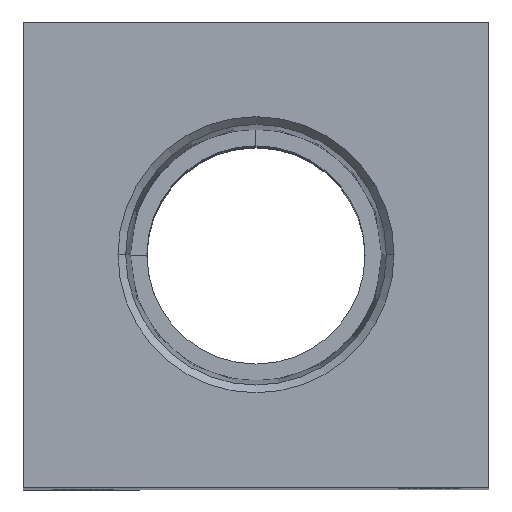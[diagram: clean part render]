
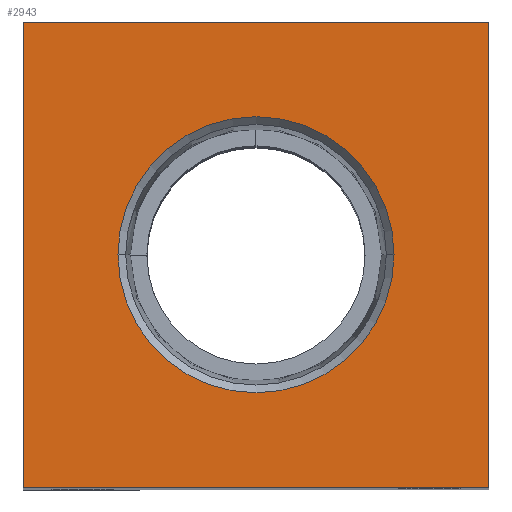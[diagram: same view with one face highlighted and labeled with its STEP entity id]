
A CAD part, top view. The second image highlights one B-rep face of the part: STEP entity #2943.
In plain terms, the highlighted planar face has unit normal (0, 0, 1).
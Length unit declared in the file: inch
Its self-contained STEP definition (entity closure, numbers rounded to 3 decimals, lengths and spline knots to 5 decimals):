
#177 = AXIS2_PLACEMENT_3D ( 'NONE', #2932, #2928, #2913 ) ;
#192 = ORIENTED_EDGE ( 'NONE', *, *, #3802, .T. ) ;
#223 = CARTESIAN_POINT ( 'NONE',  ( 0.44487, 0., 2.375 ) ) ;
#314 = EDGE_CURVE ( 'NONE', #1286, #2018, #3730, .T. ) ;
#361 = CIRCLE ( 'NONE', #1380, 0.44487 ) ;
#473 = VECTOR ( 'NONE', #3797, 39.37008 ) ;
#548 = ORIENTED_EDGE ( 'NONE', *, *, #789, .F. ) ;
#580 = VERTEX_POINT ( 'NONE', #2163 ) ;
#773 = CARTESIAN_POINT ( 'NONE',  ( -0.75, -0.75, 2.375 ) ) ;
#789 = EDGE_CURVE ( 'NONE', #2018, #1286, #361, .T. ) ;
#794 = CARTESIAN_POINT ( 'NONE',  ( -0.44487, 0., 2.375 ) ) ;
#900 = CARTESIAN_POINT ( 'NONE',  ( 0.75, -0.75, 2.375 ) ) ;
#946 = FACE_BOUND ( 'NONE', #2308, .T. ) ;
#1048 = DIRECTION ( 'NONE',  ( 1., 0., 0. ) ) ;
#1065 = DIRECTION ( 'NONE',  ( -1., 0., 0. ) ) ;
#1068 = DIRECTION ( 'NONE',  ( 0., 0., 1. ) ) ;
#1073 = CARTESIAN_POINT ( 'NONE',  ( 0., 0., 2.375 ) ) ;
#1088 = VERTEX_POINT ( 'NONE', #3735 ) ;
#1116 = CARTESIAN_POINT ( 'NONE',  ( 0.75, 0.75, 2.375 ) ) ;
#1183 = LINE ( 'NONE', #2827, #3370 ) ;
#1233 = DIRECTION ( 'NONE',  ( 1., 0., 0. ) ) ;
#1286 = VERTEX_POINT ( 'NONE', #794 ) ;
#1307 = VECTOR ( 'NONE', #1065, 39.37008 ) ;
#1330 = LINE ( 'NONE', #900, #473 ) ;
#1380 = AXIS2_PLACEMENT_3D ( 'NONE', #1073, #1068, #1048 ) ;
#1460 = EDGE_CURVE ( 'NONE', #1088, #2959, #3396, .T. ) ;
#1599 = VECTOR ( 'NONE', #3795, 39.37008 ) ;
#1809 = EDGE_LOOP ( 'NONE', ( #192, #2008, #3067, #2833 ) ) ;
#2008 = ORIENTED_EDGE ( 'NONE', *, *, #3134, .T. ) ;
#2018 = VERTEX_POINT ( 'NONE', #223 ) ;
#2163 = CARTESIAN_POINT ( 'NONE',  ( 0.75, -0.75, 2.375 ) ) ;
#2270 = LINE ( 'NONE', #3499, #1599 ) ;
#2308 = EDGE_LOOP ( 'NONE', ( #548, #3497 ) ) ;
#2394 = EDGE_CURVE ( 'NONE', #580, #1088, #1330, .T. ) ;
#2663 = AXIS2_PLACEMENT_3D ( 'NONE', #2673, #2961, #1233 ) ;
#2673 = CARTESIAN_POINT ( 'NONE',  ( 0., 0., 2.375 ) ) ;
#2827 = CARTESIAN_POINT ( 'NONE',  ( 0.75, -0.75, 2.375 ) ) ;
#2833 = ORIENTED_EDGE ( 'NONE', *, *, #1460, .T. ) ;
#2913 = DIRECTION ( 'NONE',  ( 1., 0., 0. ) ) ;
#2928 = DIRECTION ( 'NONE',  ( 0., 0., 1. ) ) ;
#2932 = CARTESIAN_POINT ( 'NONE',  ( 0., 0., 2.375 ) ) ;
#2943 = ADVANCED_FACE ( 'NONE', ( #946, #3745 ), #3508, .T. ) ;
#2959 = VERTEX_POINT ( 'NONE', #3236 ) ;
#2961 = DIRECTION ( 'NONE',  ( 0., 0., 1. ) ) ;
#3067 = ORIENTED_EDGE ( 'NONE', *, *, #2394, .T. ) ;
#3134 = EDGE_CURVE ( 'NONE', #3611, #580, #1183, .T. ) ;
#3236 = CARTESIAN_POINT ( 'NONE',  ( -0.75, 0.75, 2.375 ) ) ;
#3370 = VECTOR ( 'NONE', #3401, 39.37008 ) ;
#3396 = LINE ( 'NONE', #1116, #1307 ) ;
#3401 = DIRECTION ( 'NONE',  ( 1., 0., 0. ) ) ;
#3497 = ORIENTED_EDGE ( 'NONE', *, *, #314, .F. ) ;
#3499 = CARTESIAN_POINT ( 'NONE',  ( -0.75, -0.75, 2.375 ) ) ;
#3508 = PLANE ( 'NONE',  #2663 ) ;
#3611 = VERTEX_POINT ( 'NONE', #773 ) ;
#3730 = CIRCLE ( 'NONE', #177, 0.44487 ) ;
#3735 = CARTESIAN_POINT ( 'NONE',  ( 0.75, 0.75, 2.375 ) ) ;
#3745 = FACE_OUTER_BOUND ( 'NONE', #1809, .T. ) ;
#3795 = DIRECTION ( 'NONE',  ( 0., -1., 0. ) ) ;
#3797 = DIRECTION ( 'NONE',  ( 0., 1., 0. ) ) ;
#3802 = EDGE_CURVE ( 'NONE', #2959, #3611, #2270, .T. ) ;
